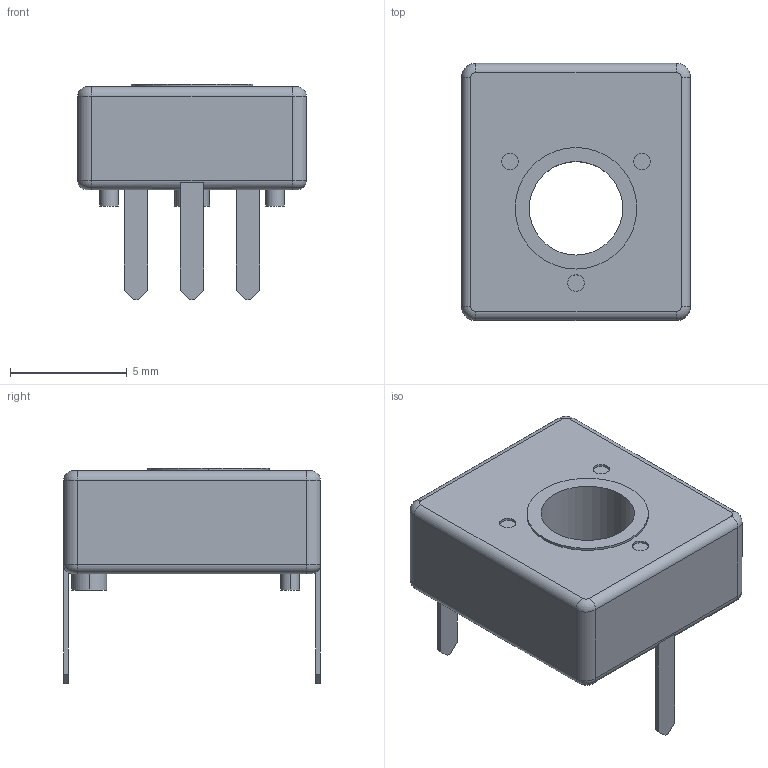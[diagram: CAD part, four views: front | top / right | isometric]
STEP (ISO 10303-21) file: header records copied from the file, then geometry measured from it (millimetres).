
FILE_DESCRIPTION (( 'STEP AP214' ), '1' );
FILE_NAME ('Pot_SquareBaseSTEP.STEP', '2021-01-19T23:33:54', ( '' ), ( '' ), 'SwSTEP 2.0', 'SolidWorks 2020', '' );
FILE_SCHEMA (( 'AUTOMOTIVE_DESIGN' ));
Length unit declared in the file: millimetre
Products named in the file (1): Pot_SquareBaseSTEP
Bounding box: 9.8 x 11 x 9.2 mm (x, y, z)
Volume: 413.1 mm3; surface area: 461.9 mm2
Topology: 1 solids, 1 shells, 85 faces, 192 edges, 120 vertices
Faces by surface type: plane 41, cylinder 36, torus 8
Entity records: 2649 total; most frequent: DIRECTION 446, CARTESIAN_POINT 403, ORIENTED_EDGE 384, EDGE_CURVE 192, AXIS2_PLACEMENT_3D 169, VERTEX_POINT 120, LINE 108, VECTOR 108
